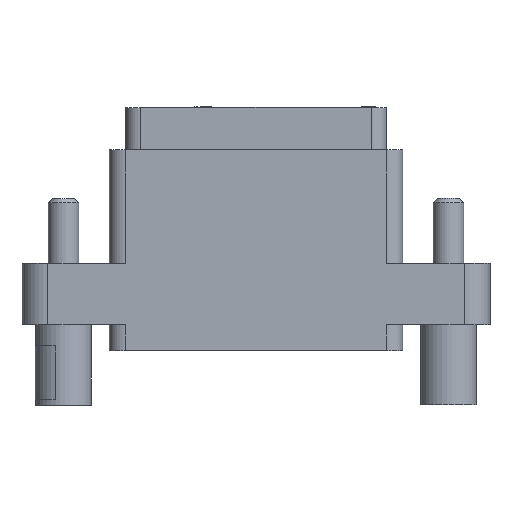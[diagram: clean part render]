
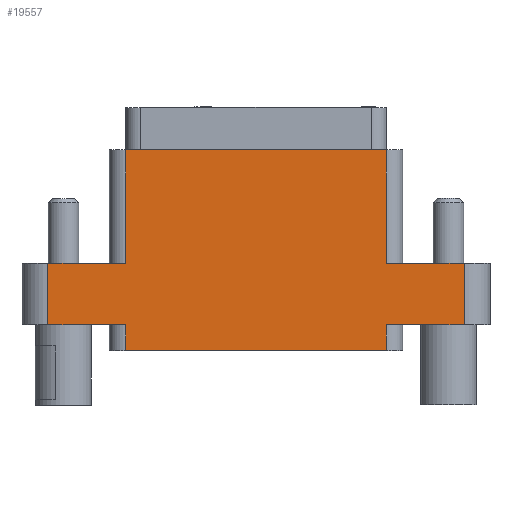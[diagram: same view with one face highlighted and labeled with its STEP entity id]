
A CAD part, top view. The second image highlights one B-rep face of the part: STEP entity #19557.
In plain terms, the highlighted planar face has unit normal (0, 0, 1).
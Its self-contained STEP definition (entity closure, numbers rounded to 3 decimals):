
#260=DIRECTION('',(1.,0.,0.));
#261=VECTOR('',#260,24.2);
#262=CARTESIAN_POINT('',(-12.1,0.,6.6));
#263=LINE('',#262,#261);
#496=DIRECTION('',(0.,-1.,0.));
#497=VECTOR('',#496,2.4);
#498=CARTESIAN_POINT('',(-12.1,2.4,6.6));
#499=LINE('',#498,#497);
#514=DIRECTION('',(0.,-1.,0.));
#515=VECTOR('',#514,5.7);
#516=CARTESIAN_POINT('',(-19.3,8.1,6.6));
#517=LINE('',#516,#515);
#532=DIRECTION('',(1.,0.,0.));
#533=VECTOR('',#532,7.2);
#534=CARTESIAN_POINT('',(-19.3,2.4,6.6));
#535=LINE('',#534,#533);
#606=DIRECTION('',(0.,1.,0.));
#607=VECTOR('',#606,2.4);
#608=CARTESIAN_POINT('',(12.1,0.,6.6));
#609=LINE('',#608,#607);
#632=DIRECTION('',(1.,0.,0.));
#633=VECTOR('',#632,7.2);
#634=CARTESIAN_POINT('',(12.1,2.4,6.6));
#635=LINE('',#634,#633);
#668=DIRECTION('',(0.,1.,0.));
#669=VECTOR('',#668,5.7);
#670=CARTESIAN_POINT('',(19.3,2.4,6.6));
#671=LINE('',#670,#669);
#690=DIRECTION('',(-1.,0.,0.));
#691=VECTOR('',#690,7.2);
#692=CARTESIAN_POINT('',(19.3,8.1,6.6));
#693=LINE('',#692,#691);
#708=DIRECTION('',(0.,1.,0.));
#709=VECTOR('',#708,10.5);
#710=CARTESIAN_POINT('',(12.1,8.1,6.6));
#711=LINE('',#710,#709);
#734=DIRECTION('',(-1.,0.,0.));
#735=VECTOR('',#734,24.2);
#736=CARTESIAN_POINT('',(12.1,18.6,6.6));
#737=LINE('',#736,#735);
#800=DIRECTION('',(0.,-1.,0.));
#801=VECTOR('',#800,10.5);
#802=CARTESIAN_POINT('',(-12.1,18.6,6.6));
#803=LINE('',#802,#801);
#822=DIRECTION('',(-1.,0.,0.));
#823=VECTOR('',#822,7.2);
#824=CARTESIAN_POINT('',(-12.1,8.1,6.6));
#825=LINE('',#824,#823);
#14965=CARTESIAN_POINT('',(12.1,8.1,6.6));
#14966=CARTESIAN_POINT('',(12.1,18.6,6.6));
#14967=VERTEX_POINT('',#14965);
#14968=VERTEX_POINT('',#14966);
#14973=CARTESIAN_POINT('',(12.1,0.,6.6));
#14974=CARTESIAN_POINT('',(12.1,2.4,6.6));
#14975=VERTEX_POINT('',#14973);
#14976=VERTEX_POINT('',#14974);
#14997=CARTESIAN_POINT('',(19.3,2.4,6.6));
#14998=CARTESIAN_POINT('',(19.3,8.1,6.6));
#14999=VERTEX_POINT('',#14997);
#15000=VERTEX_POINT('',#14998);
#15013=CARTESIAN_POINT('',(-12.1,18.6,6.6));
#15014=CARTESIAN_POINT('',(-12.1,8.1,6.6));
#15015=VERTEX_POINT('',#15013);
#15016=VERTEX_POINT('',#15014);
#15021=CARTESIAN_POINT('',(-12.1,2.4,6.6));
#15022=CARTESIAN_POINT('',(-12.1,0.,6.6));
#15023=VERTEX_POINT('',#15021);
#15024=VERTEX_POINT('',#15022);
#15045=CARTESIAN_POINT('',(-19.3,8.1,6.6));
#15046=CARTESIAN_POINT('',(-19.3,2.4,6.6));
#15047=VERTEX_POINT('',#15045);
#15048=VERTEX_POINT('',#15046);
#19528=CARTESIAN_POINT('',(0.,0.,6.6));
#19529=DIRECTION('',(0.,0.,1.));
#19530=DIRECTION('',(1.,0.,0.));
#19531=AXIS2_PLACEMENT_3D('',#19528,#19529,#19530);
#19532=PLANE('',#19531);
#19534=ORIENTED_EDGE('',*,*,#19533,.F.);
#19536=ORIENTED_EDGE('',*,*,#19535,.F.);
#19538=ORIENTED_EDGE('',*,*,#19537,.F.);
#19540=ORIENTED_EDGE('',*,*,#19539,.F.);
#19542=ORIENTED_EDGE('',*,*,#19541,.F.);
#19544=ORIENTED_EDGE('',*,*,#19543,.F.);
#19546=ORIENTED_EDGE('',*,*,#19545,.F.);
#19548=ORIENTED_EDGE('',*,*,#19547,.F.);
#19550=ORIENTED_EDGE('',*,*,#19549,.F.);
#19551=ORIENTED_EDGE('',*,*,#19373,.F.);
#19552=ORIENTED_EDGE('',*,*,#19518,.F.);
#19554=ORIENTED_EDGE('',*,*,#19553,.F.);
#19555=EDGE_LOOP('',(#19534,#19536,#19538,#19540,#19542,#19544,#19546,#19548,
#19550,#19551,#19552,#19554));
#19556=FACE_OUTER_BOUND('',#19555,.F.);
#19557=ADVANCED_FACE('',(#19556),#19532,.T.);
#19373=EDGE_CURVE('',#15024,#14975,#263,.T.);
#19518=EDGE_CURVE('',#15023,#15024,#499,.T.);
#19533=EDGE_CURVE('',#15047,#15048,#517,.T.);
#19535=EDGE_CURVE('',#15016,#15047,#825,.T.);
#19537=EDGE_CURVE('',#15015,#15016,#803,.T.);
#19539=EDGE_CURVE('',#14968,#15015,#737,.T.);
#19541=EDGE_CURVE('',#14967,#14968,#711,.T.);
#19543=EDGE_CURVE('',#15000,#14967,#693,.T.);
#19545=EDGE_CURVE('',#14999,#15000,#671,.T.);
#19547=EDGE_CURVE('',#14976,#14999,#635,.T.);
#19549=EDGE_CURVE('',#14975,#14976,#609,.T.);
#19553=EDGE_CURVE('',#15048,#15023,#535,.T.);
